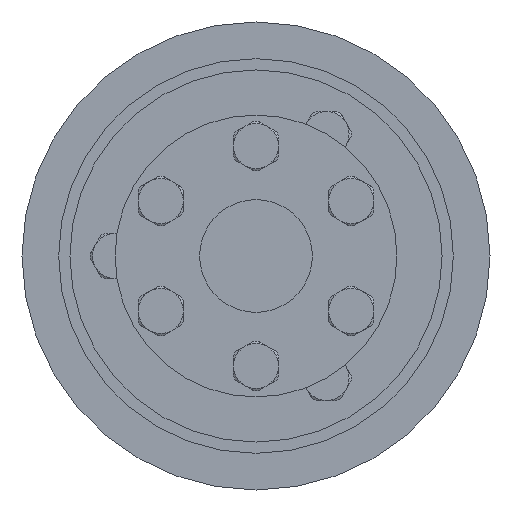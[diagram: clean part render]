
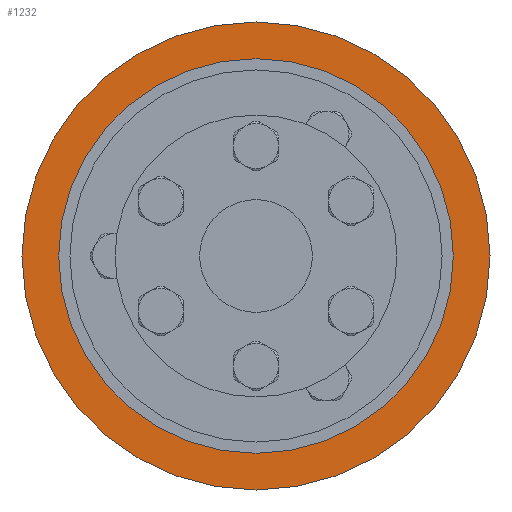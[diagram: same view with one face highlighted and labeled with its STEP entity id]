
A CAD part, left-side view. The second image highlights one B-rep face of the part: STEP entity #1232.
In plain terms, the highlighted planar face has unit normal (-1, 0, 0).
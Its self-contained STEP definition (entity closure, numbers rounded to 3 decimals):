
#1232=ADVANCED_FACE('',(#2501,#2502),#2503,.T.);
#2501=FACE_OUTER_BOUND('',#3783,.T.);
#2502=FACE_BOUND('',#3784,.T.);
#2503=PLANE('',#3785);
#3783=EDGE_LOOP('',(#7356,#7357));
#3784=EDGE_LOOP('',(#7358,#7359));
#3785=AXIS2_PLACEMENT_3D('',#7360,#7361,#7362);
#7356=ORIENTED_EDGE('',*,*,#7631,.F.);
#7357=ORIENTED_EDGE('',*,*,#8933,.F.);
#7358=ORIENTED_EDGE('',*,*,#7638,.T.);
#7359=ORIENTED_EDGE('',*,*,#8931,.T.);
#7360=CARTESIAN_POINT('',(63.0,0.0,38.25));
#7361=DIRECTION('',(-1.0,-0.0,-0.0));
#7362=DIRECTION('',(0.0,0.0,-1.0));
#7631=EDGE_CURVE('',#9120,#9123,#9124,.T.);
#7638=EDGE_CURVE('',#9130,#9134,#9136,.T.);
#8931=EDGE_CURVE('',#9134,#9130,#11005,.T.);
#8933=EDGE_CURVE('',#9123,#9120,#11007,.T.);
#9120=VERTEX_POINT('',#11206);
#9123=VERTEX_POINT('',#11210);
#9124=CIRCLE('',#11211,41.5);
#9130=VERTEX_POINT('',#11218);
#9134=VERTEX_POINT('',#11223);
#9136=CIRCLE('',#11226,35.0);
#11005=CIRCLE('',#15399,35.0);
#11007=CIRCLE('',#15401,41.5);
#11206=CARTESIAN_POINT('',(63.0,0.0,41.5));
#11210=CARTESIAN_POINT('',(63.0,0.,-41.5));
#11211=AXIS2_PLACEMENT_3D('',#15636,#15637,#15638);
#11218=CARTESIAN_POINT('',(63.0,0.0,35.0));
#11223=CARTESIAN_POINT('',(63.0,0.,-35.0));
#11226=AXIS2_PLACEMENT_3D('',#15648,#15649,#15650);
#15399=AXIS2_PLACEMENT_3D('',#17226,#17227,#17228);
#15401=AXIS2_PLACEMENT_3D('',#17229,#17230,#17231);
#15636=CARTESIAN_POINT('',(63.0,0.0,0.0));
#15637=DIRECTION('',(1.0,0.0,-0.0));
#15638=DIRECTION('',(0.0,0.0,1.0));
#15648=CARTESIAN_POINT('',(63.0,0.0,0.0));
#15649=DIRECTION('',(1.0,0.0,-0.0));
#15650=DIRECTION('',(0.0,0.0,1.0));
#17226=CARTESIAN_POINT('',(63.0,0.0,0.0));
#17227=DIRECTION('',(1.0,0.0,-0.0));
#17228=DIRECTION('',(0.0,0.0,1.0));
#17229=CARTESIAN_POINT('',(63.0,0.0,0.0));
#17230=DIRECTION('',(1.0,0.0,-0.0));
#17231=DIRECTION('',(0.0,0.0,1.0));
